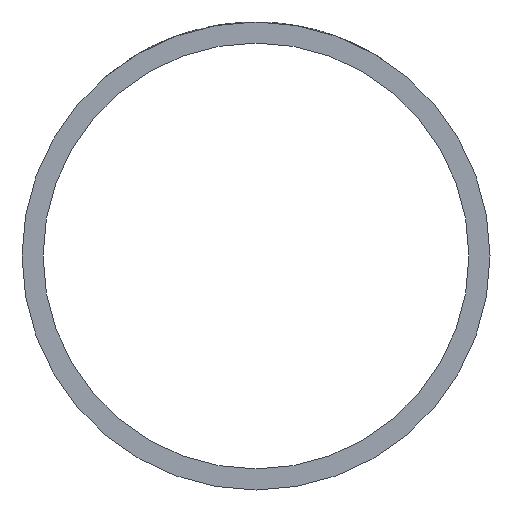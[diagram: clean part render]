
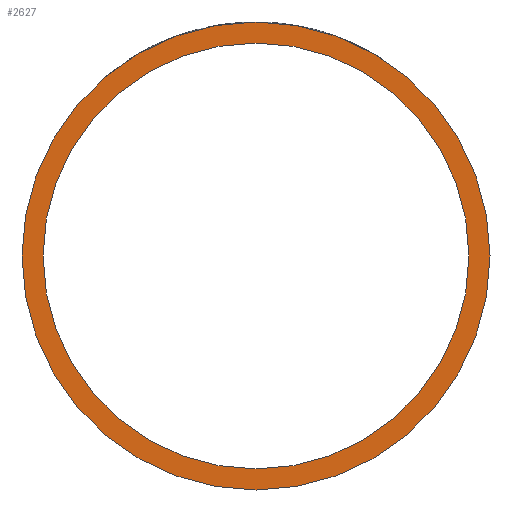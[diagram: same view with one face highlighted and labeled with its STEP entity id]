
A CAD part, front view. The second image highlights one B-rep face of the part: STEP entity #2627.
In plain terms, the highlighted planar face has unit normal (0, -1, 0).
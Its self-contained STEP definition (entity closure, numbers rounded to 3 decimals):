
#17 = CARTESIAN_POINT ( 'NONE',  ( 0., -1., 0. ) ) ;
#46 = CIRCLE ( 'NONE', #2648, 2.275 ) ;
#233 = CIRCLE ( 'NONE', #878, 2.5 ) ;
#247 = DIRECTION ( 'NONE',  ( 0., 1., 0. ) ) ;
#292 = CIRCLE ( 'NONE', #459, 2.275 ) ;
#317 = DIRECTION ( 'NONE',  ( 0., 0., 1. ) ) ;
#329 = AXIS2_PLACEMENT_3D ( 'NONE', #351, #356, #317 ) ;
#351 = CARTESIAN_POINT ( 'NONE',  ( 0., -1., 0. ) ) ;
#356 = DIRECTION ( 'NONE',  ( 0., 1., 0. ) ) ;
#362 = CARTESIAN_POINT ( 'NONE',  ( 0., -1., 2.5 ) ) ;
#434 = ORIENTED_EDGE ( 'NONE', *, *, #725, .T. ) ;
#445 = DIRECTION ( 'NONE',  ( 0., 0., 1. ) ) ;
#459 = AXIS2_PLACEMENT_3D ( 'NONE', #545, #2232, #1810 ) ;
#545 = CARTESIAN_POINT ( 'NONE',  ( 0., -1., 0. ) ) ;
#555 = FACE_OUTER_BOUND ( 'NONE', #1740, .T. ) ;
#684 = VERTEX_POINT ( 'NONE', #1149 ) ;
#715 = DIRECTION ( 'NONE',  ( 0., -1., 0. ) ) ;
#725 = EDGE_CURVE ( 'Defeature ausgef�hrt1_1+Defeature ausgef�hrt1_3+Defeature ausgef�hrt1_3+Defeature ausgef�hrt1_3', #684, #2442, #46, .T. ) ;
#878 = AXIS2_PLACEMENT_3D ( 'NONE', #17, #247, #445 ) ;
#990 = ORIENTED_EDGE ( 'NONE', *, *, #2340, .T. ) ;
#1050 = CIRCLE ( 'NONE', #329, 2.5 ) ;
#1083 = DIRECTION ( 'NONE',  ( 0., 1., 0. ) ) ;
#1149 = CARTESIAN_POINT ( 'NONE',  ( 0., -1., -2.275 ) ) ;
#1311 = VERTEX_POINT ( 'NONE', #362 ) ;
#1315 = PLANE ( 'NONE',  #2001 ) ;
#1432 = EDGE_LOOP ( 'NONE', ( #990, #434 ) ) ;
#1740 = EDGE_LOOP ( 'NONE', ( #2124, #2072 ) ) ;
#1799 = CARTESIAN_POINT ( 'NONE',  ( 0., -1., -2.5 ) ) ;
#1810 = DIRECTION ( 'NONE',  ( 0., 0., 1. ) ) ;
#1877 = DIRECTION ( 'NONE',  ( 0., 0., 1. ) ) ;
#2001 = AXIS2_PLACEMENT_3D ( 'NONE', #2366, #715, #2189 ) ;
#2072 = ORIENTED_EDGE ( 'NONE', *, *, #2533, .F. ) ;
#2124 = ORIENTED_EDGE ( 'NONE', *, *, #2240, .F. ) ;
#2189 = DIRECTION ( 'NONE',  ( 0., 0., -1. ) ) ;
#2232 = DIRECTION ( 'NONE',  ( 0., 1., 0. ) ) ;
#2240 = EDGE_CURVE ( 'Defeature ausgef�hrt1_0+Defeature ausgef�hrt1_1+Defeature ausgef�hrt1_1+Defeature ausgef�hrt1_1', #1311, #2292, #1050, .T. ) ;
#2292 = VERTEX_POINT ( 'NONE', #1799 ) ;
#2315 = CARTESIAN_POINT ( 'NONE',  ( 0., -1., 0. ) ) ;
#2340 = EDGE_CURVE ( 'Defeature ausgef�hrt1_1+Defeature ausgef�hrt1_3+Defeature ausgef�hrt1_3+Defeature ausgef�hrt1_3', #2442, #684, #292, .T. ) ;
#2366 = CARTESIAN_POINT ( 'NONE',  ( -2.5, -1., 0. ) ) ;
#2434 = FACE_BOUND ( 'NONE', #1432, .T. ) ;
#2442 = VERTEX_POINT ( 'NONE', #2550 ) ;
#2533 = EDGE_CURVE ( 'Defeature ausgef�hrt1_0+Defeature ausgef�hrt1_1+Defeature ausgef�hrt1_1+Defeature ausgef�hrt1_1', #2292, #1311, #233, .T. ) ;
#2550 = CARTESIAN_POINT ( 'NONE',  ( 0., -1., 2.275 ) ) ;
#2627 = ADVANCED_FACE ( 'Defeature ausgef�hrt1_1', ( #2434, #555 ), #1315, .T. ) ;
#2648 = AXIS2_PLACEMENT_3D ( 'NONE', #2315, #1083, #1877 ) ;
